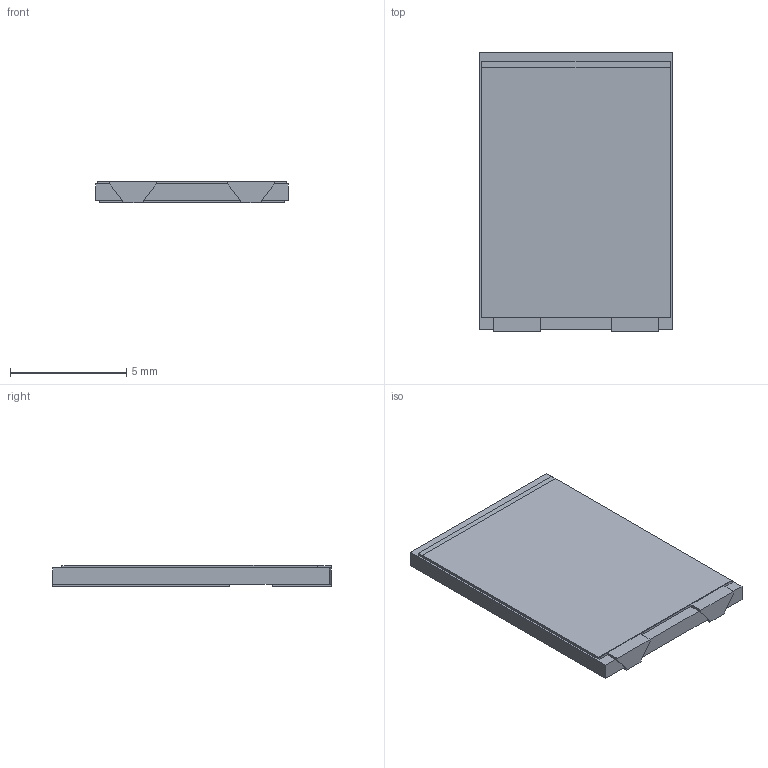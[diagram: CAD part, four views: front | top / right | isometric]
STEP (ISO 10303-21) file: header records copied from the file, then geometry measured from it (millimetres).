
FILE_DESCRIPTION((''),'2;1');
FILE_NAME('01_TKH_SERIES','2020-08-22T',('SYSTEM'),(''),'PRO/ENGINEER BY PARAMETRIC TECHNOLOGY CORPORATION, 2016360','PRO/ENGINEER BY PARAMETRIC TECHNOLOGY CORPORATION, 2016360','');
FILE_SCHEMA(('AUTOMOTIVE_DESIGN { 1 0 10303 214 1 1 1 1 }'));
Length unit declared in the file: millimetre
Products named in the file (1): 01_TKH_SERIES
Bounding box: 8.3 x 12 x 0.91 mm (x, y, z)
Volume: 85.9 mm3; surface area: 235.6 mm2
Topology: 1 solids, 1 shells, 42 faces, 108 edges, 68 vertices
Faces by surface type: plane 42
Entity records: 1393 total; most frequent: CARTESIAN_POINT 220, ORIENTED_EDGE 216, DIRECTION 192, COLOUR_RGB 110, VECTOR 108, LINE 108, EDGE_CURVE 108, VERTEX_POINT 68
